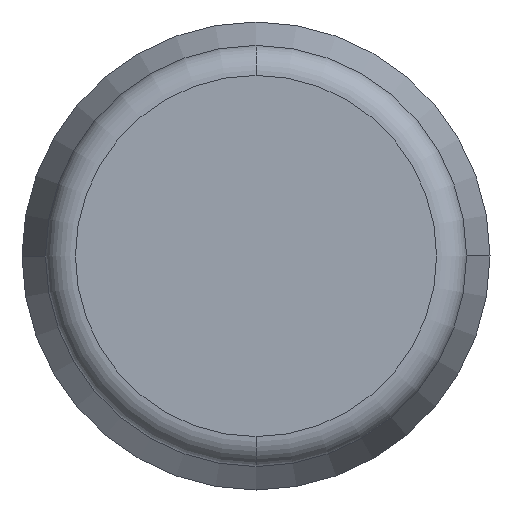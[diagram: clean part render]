
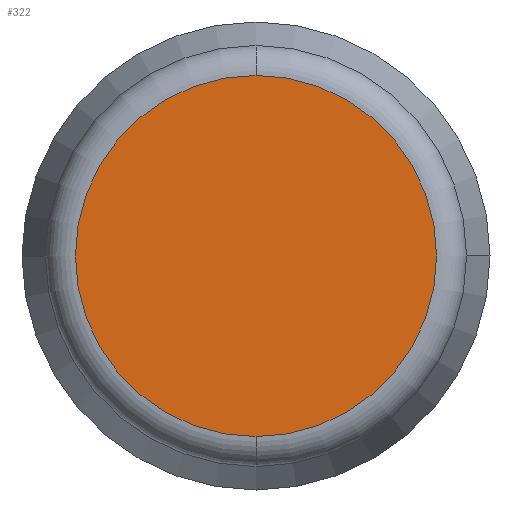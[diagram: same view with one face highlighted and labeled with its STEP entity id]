
A CAD part, front view. The second image highlights one B-rep face of the part: STEP entity #322.
In plain terms, the highlighted planar face has unit normal (0, -1, 0).
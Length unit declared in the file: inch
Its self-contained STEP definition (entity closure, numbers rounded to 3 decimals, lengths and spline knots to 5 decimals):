
#16 = PLANE ( 'NONE',  #245 ) ;
#21 = DIRECTION ( 'NONE',  ( 0., 0., -1. ) ) ;
#24 = CARTESIAN_POINT ( 'NONE',  ( 0., 0., 0. ) ) ;
#37 = ORIENTED_EDGE ( 'NONE', *, *, #346, .T. ) ;
#63 = CARTESIAN_POINT ( 'NONE',  ( 0., 0., 0. ) ) ;
#77 = CARTESIAN_POINT ( 'NONE',  ( 0., 0., 0.1206 ) ) ;
#123 = DIRECTION ( 'NONE',  ( 0., -1., 0. ) ) ;
#147 = DIRECTION ( 'NONE',  ( 0., -1., 0. ) ) ;
#150 = CARTESIAN_POINT ( 'NONE',  ( 0., 0., 0. ) ) ;
#158 = ORIENTED_EDGE ( 'NONE', *, *, #357, .T. ) ;
#175 = CARTESIAN_POINT ( 'NONE',  ( 0., 0., -0.1206 ) ) ;
#203 = FACE_OUTER_BOUND ( 'NONE', #298, .T. ) ;
#212 = DIRECTION ( 'NONE',  ( 0., 0., -1. ) ) ;
#215 = AXIS2_PLACEMENT_3D ( 'NONE', #24, #147, #212 ) ;
#216 = AXIS2_PLACEMENT_3D ( 'NONE', #150, #123, #233 ) ;
#233 = DIRECTION ( 'NONE',  ( 0., 0., -1. ) ) ;
#241 = VERTEX_POINT ( 'NONE', #77 ) ;
#245 = AXIS2_PLACEMENT_3D ( 'NONE', #63, #265, #21 ) ;
#265 = DIRECTION ( 'NONE',  ( 0., -1., 0. ) ) ;
#273 = CIRCLE ( 'NONE', #216, 0.1206 ) ;
#298 = EDGE_LOOP ( 'NONE', ( #158, #37 ) ) ;
#322 = ADVANCED_FACE ( 'NONE', ( #203 ), #16, .T. ) ;
#333 = VERTEX_POINT ( 'NONE', #175 ) ;
#346 = EDGE_CURVE ( 'NONE', #241, #333, #386, .T. ) ;
#357 = EDGE_CURVE ( 'NONE', #333, #241, #273, .T. ) ;
#386 = CIRCLE ( 'NONE', #215, 0.1206 ) ;
